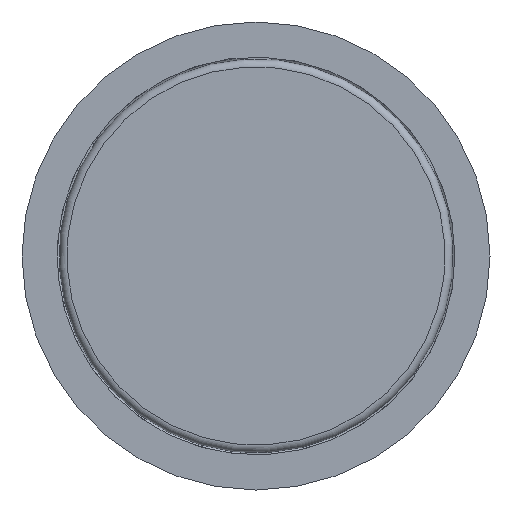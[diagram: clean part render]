
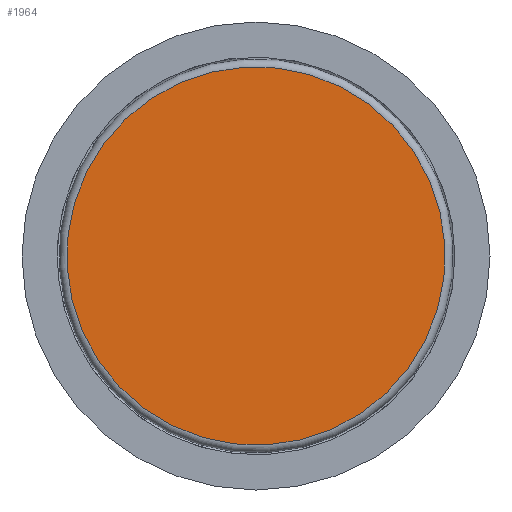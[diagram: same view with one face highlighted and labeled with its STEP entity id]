
A CAD part, front view. The second image highlights one B-rep face of the part: STEP entity #1964.
In plain terms, the highlighted planar face has unit normal (0, -1, 0).
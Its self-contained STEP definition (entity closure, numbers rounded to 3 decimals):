
#1932=CARTESIAN_POINT('',(-24.25,0.0,0.));
#1933=VERTEX_POINT('',#1932);
#1934=CARTESIAN_POINT('',(0.0,0.0,0.0));
#1935=DIRECTION('',(0.0,1.0,0.0));
#1936=DIRECTION('',(1.0,0.0,0.0));
#1937=AXIS2_PLACEMENT_3D('',#1934,#1935,#1936);
#1938=CIRCLE('',#1937,24.25);
#1939=EDGE_CURVE('',#1933,#1933,#1938,.T.);
#1956=CARTESIAN_POINT('',(0.,0.0,0.));
#1957=DIRECTION('',(0.0,1.0,0.0));
#1958=DIRECTION('',(0.0,0.0,1.0));
#1959=AXIS2_PLACEMENT_3D('',#1956,#1957,#1958);
#1960=PLANE('',#1959);
#1961=ORIENTED_EDGE('',*,*,#1939,.F.);
#1962=EDGE_LOOP('',(#1961));
#1963=FACE_OUTER_BOUND('',#1962,.T.);
#1964=ADVANCED_FACE('',(#1963),#1960,.F.);
